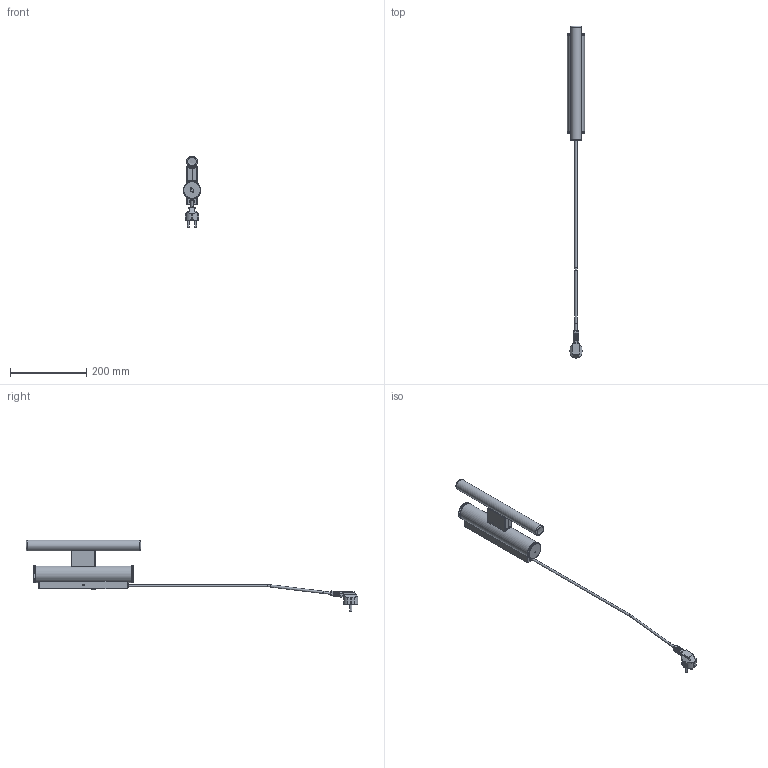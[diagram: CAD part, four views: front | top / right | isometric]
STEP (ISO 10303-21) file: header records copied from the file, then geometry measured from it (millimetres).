
FILE_DESCRIPTION (( 'STEP AP214' ), '1' );
FILE_NAME ('Eiffel_300_single_wall_asm.STEP', '2024-09-20T12:06:00', ( '' ), ( '' ), 'SwSTEP 2.0', 'SolidWorks 2017', '' );
FILE_SCHEMA (( 'AUTOMOTIVE_DESIGN' ));
Length unit declared in the file: millimetre
Products named in the file (18): Eiffel_dimmer_assembly_Eiffel 300 assembly; socket set screw cup point_iso_ISO 4029 - M4 x 6-C; Eiffel_O-ring_O-29,2 x 3,5; Eiffel_brass_end_cap_v2.0_V2.0; Eiffel_wall_mount_top_half_config_v2.1-right; socket set screw cup point_iso_ISO 4029 - M4 x 3-S; Eiffel_3_conductor_cord_with_plug_Eiffel 300; Eiffel_wall_mount_top_half_config_v2.1-left; Eiffel_300_single_wall_frame_assembly_v0.1_V1.4; eiffel_single_wall_300_pipe_V1.0_V1.4; eiffel_brass_knob_Single wall 300; Eiffel_socket_holder_complete_config_V2.01-eiffel 300; Eiffel_LED_tube_bulb_300_v1.0; Eiffel_300_single_wall_asm; 5016_3_7; Eiffel_socket_holder_half_config_V2.01; S14_RZB-socket_base_v1.0; eiffel_brass_dimmer knob_V1.1
Assembly tree (21 placements, depth 4):
  Eiffel_300_single_wall_asm
    Eiffel_300_single_wall_frame_assembly_v0.1_V1.4
      eiffel_single_wall_300_pipe_V1.0_V1.4
      Eiffel_socket_holder_complete_config_V2.01-eiffel 300
        Eiffel_socket_holder_half_config_V2.01  x2
      Eiffel_wall_mount_top_half_config_v2.1-right
      Eiffel_wall_mount_top_half_config_v2.1-left
    socket set screw cup point_iso_ISO 4029 - M4 x 6-C  x3
    eiffel_brass_knob_Single wall 300
      Eiffel_brass_end_cap_v2.0_V2.0
    Eiffel_LED_tube_bulb_300_v1.0
    S14_RZB-socket_base_v1.0
    Eiffel_dimmer_assembly_Eiffel 300 assembly
      eiffel_brass_dimmer knob_V1.1
      Eiffel_O-ring_O-29,2 x 3,5
      socket set screw cup point_iso_ISO 4029 - M4 x 3-S  x2
    Eiffel_3_conductor_cord_with_plug_Eiffel 300
    5016_3_7
Bounding box: 45 x 869.55 x 188.13 mm (x, y, z)
Volume: 377114.1 mm3; surface area: 182735.6 mm2
Topology: 16 solids, 18 shells, 1637 faces, 4208 edges, 2625 vertices
Faces by surface type: plane 874, cylinder 472, cone 249, bspline 24, torus 18
Full cylindrical faces by diameter (mm): 1 x1, 1.5 x12, 2.5 x1, 2.7 x1, 3 x1, 3.35 x5, 4 x9, 4.1 x2, 4.2 x1, 4.25 x2, 4.8 x2, 4.9 x1, 5.6 x1, 5.9 x2, 6 x5, 7 x2, 8 x2, 8.8 x1, 10 x1, 10.5 x1, 12 x1, 25 x1, 28.5 x1, 31 x2, 39 x2, 41 x1, 45 x1
Entity records: 63401 total; most frequent: CARTESIAN_POINT 20463, ORIENTED_EDGE 7816, DIRECTION 7181, EDGE_CURVE 3909, AXIS2_PLACEMENT_3D 2512, VERTEX_POINT 2490, VECTOR 2157, LINE 2157
